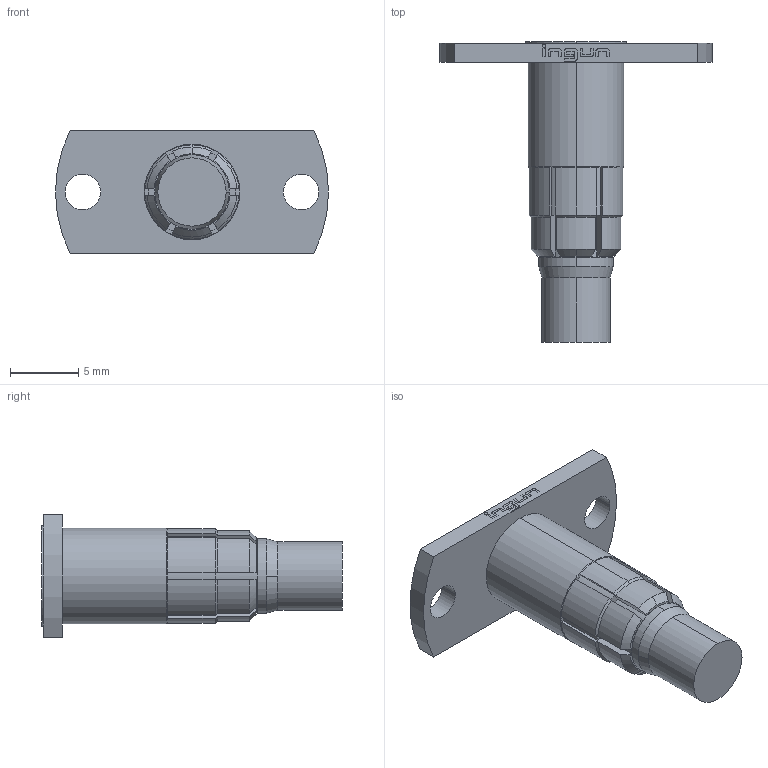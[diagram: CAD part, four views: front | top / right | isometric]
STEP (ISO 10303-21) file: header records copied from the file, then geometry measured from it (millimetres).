
FILE_DESCRIPTION (( 'STEP AP203' ), '1' );
FILE_NAME ('INGUN_HAS-810_220_740_F.STEP', '2022-05-09T06:05:55', ( 'ochi' ), ( '' ), 'SwSTEP 2.0', 'SolidWorks 2018', '' );
FILE_SCHEMA (( 'CONFIG_CONTROL_DESIGN' ));
Length unit declared in the file: millimetre
Products named in the file (1): INGUN_HAS-810_220_740_F
Bounding box: 20 x 22 x 9 mm (x, y, z)
Volume: 863.2 mm3; surface area: 916.8 mm2
Topology: 1 solids, 1 shells, 163 faces, 437 edges, 286 vertices
Faces by surface type: plane 84, cylinder 61, cone 18
Entity records: 5226 total; most frequent: CARTESIAN_POINT 959, DIRECTION 895, ORIENTED_EDGE 874, EDGE_CURVE 437, AXIS2_PLACEMENT_3D 318, VERTEX_POINT 286, VECTOR 259, LINE 259
